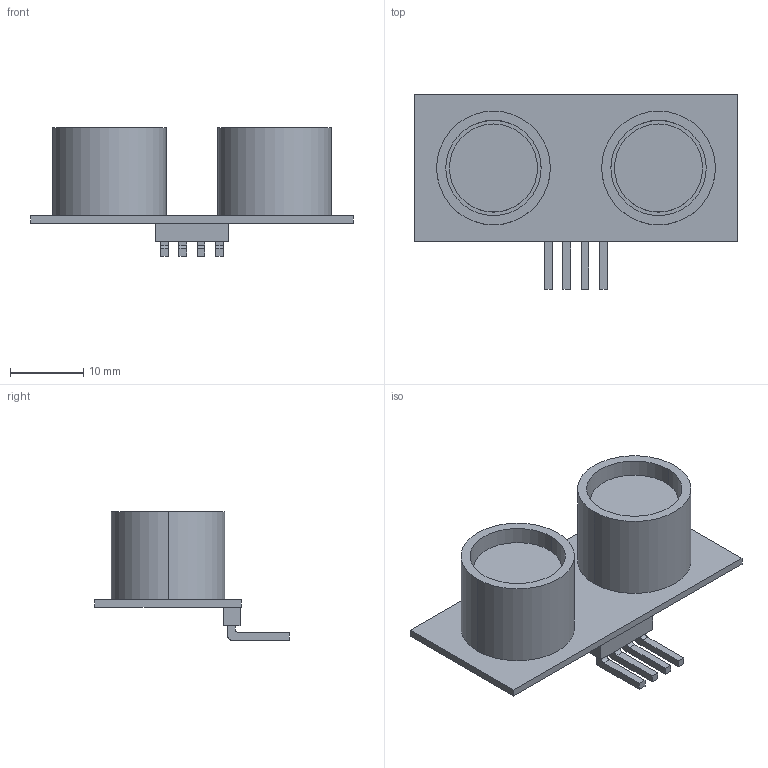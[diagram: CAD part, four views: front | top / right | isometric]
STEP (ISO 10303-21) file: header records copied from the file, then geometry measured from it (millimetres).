
FILE_DESCRIPTION (( 'STEP AP203' ), '1' );
FILE_NAME ('untra.STEP', '2024-05-20T16:37:41', ( '' ), ( '' ), 'SwSTEP 2.0', 'SolidWorks 2020', '' );
FILE_SCHEMA (( 'CONFIG_CONTROL_DESIGN' ));
Length unit declared in the file: millimetre
Products named in the file (1): untra
Bounding box: 44 x 26.51 x 17.5 mm (x, y, z)
Volume: 4581.3 mm3; surface area: 5003.2 mm2
Topology: 1 solids, 1 shells, 65 faces, 156 edges, 104 vertices
Faces by surface type: plane 45, cylinder 20
Entity records: 1967 total; most frequent: DIRECTION 328, CARTESIAN_POINT 326, ORIENTED_EDGE 312, EDGE_CURVE 156, VECTOR 116, LINE 116, AXIS2_PLACEMENT_3D 106, VERTEX_POINT 104
